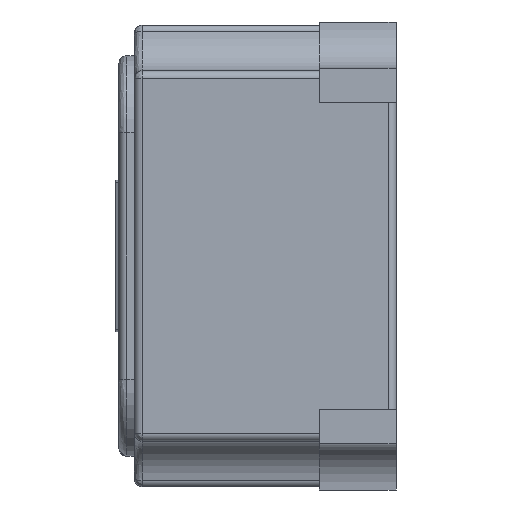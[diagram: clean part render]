
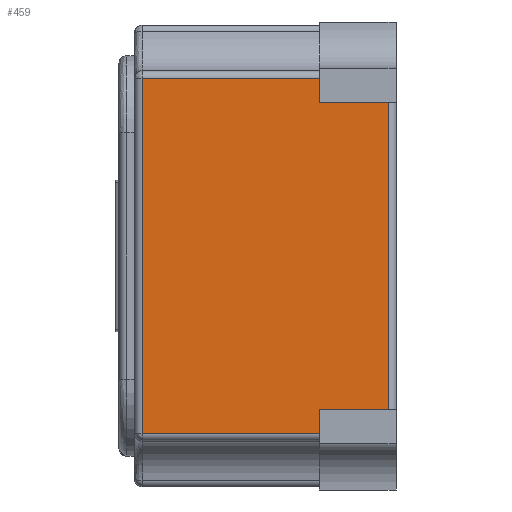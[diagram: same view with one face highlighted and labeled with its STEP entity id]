
A CAD part, left-side view. The second image highlights one B-rep face of the part: STEP entity #459.
In plain terms, the highlighted planar face has unit normal (-1, 0, 0).
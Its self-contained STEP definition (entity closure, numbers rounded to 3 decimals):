
#119=VERTEX_POINT('NONE',#120);
#120=CARTESIAN_POINT('',(-1.6,-0.577,0.825));
#129=VERTEX_POINT('NONE',#130);
#130=CARTESIAN_POINT('',(-1.6,0.577,0.825));
#137=EDGE_CURVE('NONE',#129,#119,#138,.T.);
#138=LINE('',#139,#140);
#139=CARTESIAN_POINT('',(-1.6,0.,0.825));
#140=VECTOR('',#141,1.0);
#141=DIRECTION('',(0.0,-1.0,0.0));
#459=ADVANCED_FACE('NONE',(#460),#517,.T.);
#460=FACE_BOUND('NONE',#461,.T.);
#461=EDGE_LOOP('',(#462,#472,#480,#488,#494,#495,#503,#511));
#462=ORIENTED_EDGE('',*,*,#463,.T.);
#463=EDGE_CURVE('NONE',#464,#466,#468,.T.);
#464=VERTEX_POINT('NONE',#465);
#465=CARTESIAN_POINT('',(-1.6,0.5,0.025));
#466=VERTEX_POINT('NONE',#467);
#467=CARTESIAN_POINT('',(-1.6,-0.5,0.025));
#468=LINE('',#469,#470);
#469=CARTESIAN_POINT('',(-1.6,0.,0.025));
#470=VECTOR('',#471,1.0);
#471=DIRECTION('',(0.0,-1.0,0.0));
#472=ORIENTED_EDGE('',*,*,#473,.T.);
#473=EDGE_CURVE('NONE',#466,#474,#476,.T.);
#474=VERTEX_POINT('NONE',#475);
#475=CARTESIAN_POINT('',(-1.6,-0.5,0.25));
#476=LINE('',#477,#478);
#477=CARTESIAN_POINT('',(-1.6,-0.5,0.0));
#478=VECTOR('',#479,1.0);
#479=DIRECTION('',(0.0,0.0,1.0));
#480=ORIENTED_EDGE('',*,*,#481,.T.);
#481=EDGE_CURVE('NONE',#474,#482,#484,.T.);
#482=VERTEX_POINT('NONE',#483);
#483=CARTESIAN_POINT('',(-1.6,-0.577,0.25));
#484=LINE('',#485,#486);
#485=CARTESIAN_POINT('',(-1.6,0.,0.25));
#486=VECTOR('',#487,1.0);
#487=DIRECTION('',(0.0,-1.0,0.0));
#488=ORIENTED_EDGE('',*,*,#489,.T.);
#489=EDGE_CURVE('NONE',#482,#119,#490,.T.);
#490=LINE('',#491,#492);
#491=CARTESIAN_POINT('',(-1.6,-0.577,0.0));
#492=VECTOR('',#493,1.0);
#493=DIRECTION('',(0.0,0.0,1.0));
#494=ORIENTED_EDGE('',*,*,#137,.F.);
#495=ORIENTED_EDGE('',*,*,#496,.T.);
#496=EDGE_CURVE('NONE',#129,#497,#499,.T.);
#497=VERTEX_POINT('NONE',#498);
#498=CARTESIAN_POINT('',(-1.6,0.577,0.25));
#499=LINE('',#500,#501);
#500=CARTESIAN_POINT('',(-1.6,0.577,0.0));
#501=VECTOR('',#502,1.0);
#502=DIRECTION('',(0.0,0.0,-1.0));
#503=ORIENTED_EDGE('',*,*,#504,.T.);
#504=EDGE_CURVE('NONE',#497,#505,#507,.T.);
#505=VERTEX_POINT('NONE',#506);
#506=CARTESIAN_POINT('',(-1.6,0.5,0.25));
#507=LINE('',#508,#509);
#508=CARTESIAN_POINT('',(-1.6,0.,0.25));
#509=VECTOR('',#510,1.0);
#510=DIRECTION('',(0.0,-1.0,0.0));
#511=ORIENTED_EDGE('',*,*,#512,.T.);
#512=EDGE_CURVE('NONE',#505,#464,#513,.T.);
#513=LINE('',#514,#515);
#514=CARTESIAN_POINT('',(-1.6,0.5,0.0));
#515=VECTOR('',#516,1.0);
#516=DIRECTION('',(0.0,0.0,-1.0));
#517=PLANE('',#518);
#518=AXIS2_PLACEMENT_3D('',#519,#520,#521);
#519=CARTESIAN_POINT('',(-1.6,0.,0.0));
#520=DIRECTION('',(-1.0,0.0,0.0));
#521=DIRECTION('',(0.0,0.0,1.0));
